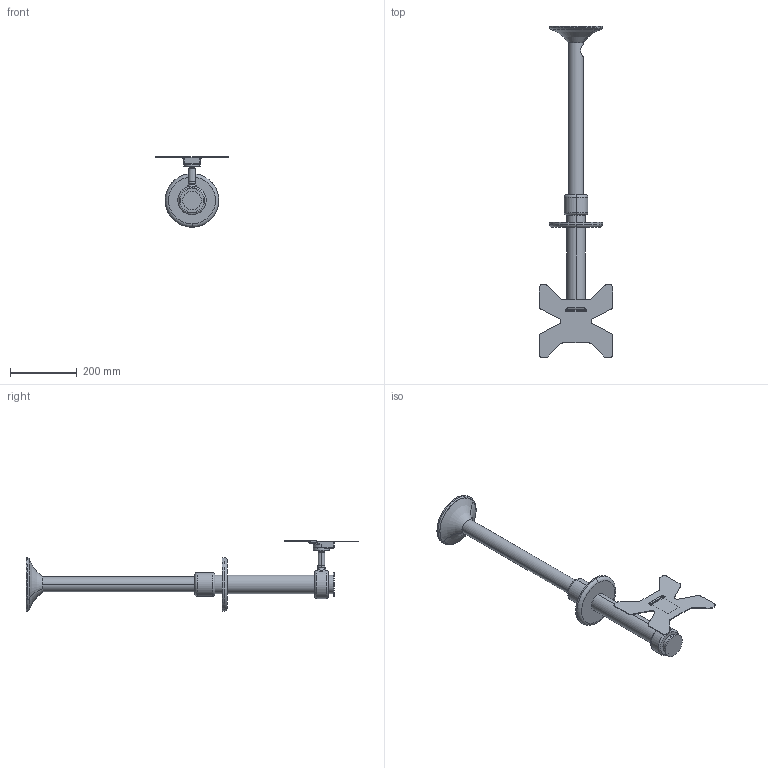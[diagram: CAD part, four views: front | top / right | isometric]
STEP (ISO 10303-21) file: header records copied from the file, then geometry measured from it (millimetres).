
FILE_DESCRIPTION (( 'STEP AP214' ), '1' );
FILE_NAME ('TH-1040-CTL.STEP', '2023-09-28T01:32:52', ( '' ), ( '' ), 'SwSTEP 2.0', 'SolidWorks 2022', '' );
FILE_SCHEMA (( 'AUTOMOTIVE_DESIGN' ));
Length unit declared in the file: millimetre
Products named in the file (9): PDS-008; SCM-002; SCM-001; PCM-032; SCM-003; PCM-017; SDS-020; SCM-004; TH-1040-CTL
Assembly tree (8 placements, depth 2):
  TH-1040-CTL
    SCM-001
    SCM-004
    PCM-017
    SCM-002
    SCM-003
    PCM-032
    SDS-020
    PDS-008
Bounding box: 220 x 994.54 x 211.04 mm (x, y, z)
Volume: 3030795 mm3; surface area: 416541.4 mm2
Topology: 8 solids, 8 shells, 199 faces, 481 edges, 300 vertices
Faces by surface type: cylinder 75, plane 55, torus 32, bspline 22, cone 9, sphere 6
Entity records: 9333 total; most frequent: CARTESIAN_POINT 4113, DIRECTION 1019, ORIENTED_EDGE 958, EDGE_CURVE 479, AXIS2_PLACEMENT_3D 421, VERTEX_POINT 300, CIRCLE 233, EDGE_LOOP 211
